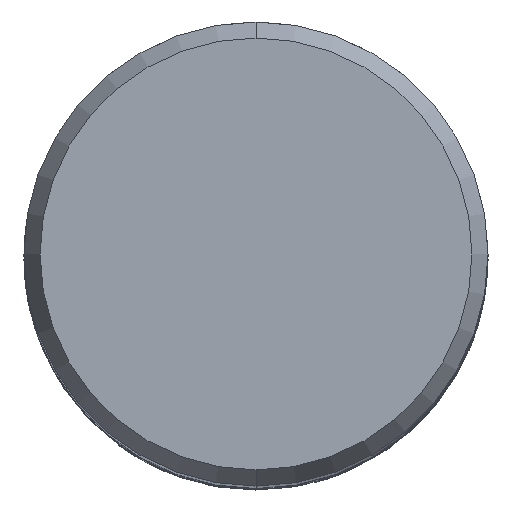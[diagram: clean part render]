
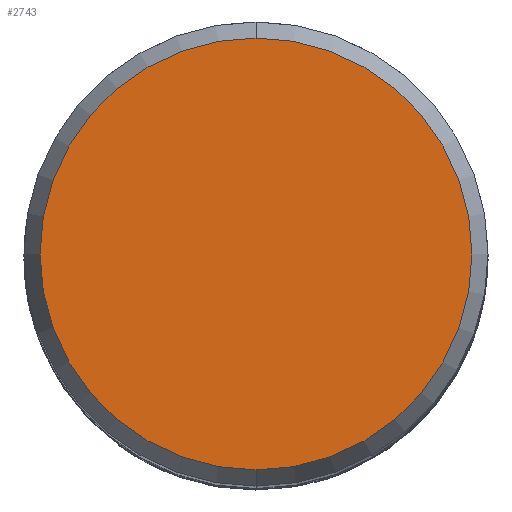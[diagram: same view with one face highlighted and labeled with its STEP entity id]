
A CAD part, top view. The second image highlights one B-rep face of the part: STEP entity #2743.
In plain terms, the highlighted planar face has unit normal (0, 0, 1).
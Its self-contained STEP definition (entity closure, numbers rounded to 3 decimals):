
#1757=EDGE_CURVE('',#2435,#3773,#4320,.T.);
#2435=VERTEX_POINT('',#5057);
#2743=ADVANCED_FACE('',(#5397),#5398,.T.);
#3559=EDGE_CURVE('',#3773,#2435,#6278,.T.);
#3773=VERTEX_POINT('',#6510);
#4320=CIRCLE('',#11944,9.307);
#5057=CARTESIAN_POINT('',(0.,-9.307,0.0));
#5397=FACE_OUTER_BOUND('',#22006,.T.);
#5398=PLANE('',#22007);
#6278=CIRCLE('',#29261,9.307);
#6510=CARTESIAN_POINT('',(0.0,9.307,0.0));
#11944=AXIS2_PLACEMENT_3D('',#32517,#32518,#32519);
#22006=EDGE_LOOP('',(#33622,#33623));
#22007=AXIS2_PLACEMENT_3D('',#33624,#33625,#33626);
#29261=AXIS2_PLACEMENT_3D('',#34519,#34520,#34521);
#32517=CARTESIAN_POINT('',(0.0,0.0,0.0));
#32518=DIRECTION('',(0.0,0.0,-1.0));
#32519=DIRECTION('',(0.0,1.0,0.0));
#33622=ORIENTED_EDGE('',*,*,#3559,.F.);
#33623=ORIENTED_EDGE('',*,*,#1757,.F.);
#33624=CARTESIAN_POINT('',(0.0,4.654,0.0));
#33625=DIRECTION('',(-0.0,0.0,1.0));
#33626=DIRECTION('',(0.0,-1.0,0.0));
#34519=CARTESIAN_POINT('',(0.0,0.0,0.0));
#34520=DIRECTION('',(0.0,0.0,-1.0));
#34521=DIRECTION('',(0.0,1.0,0.0));
